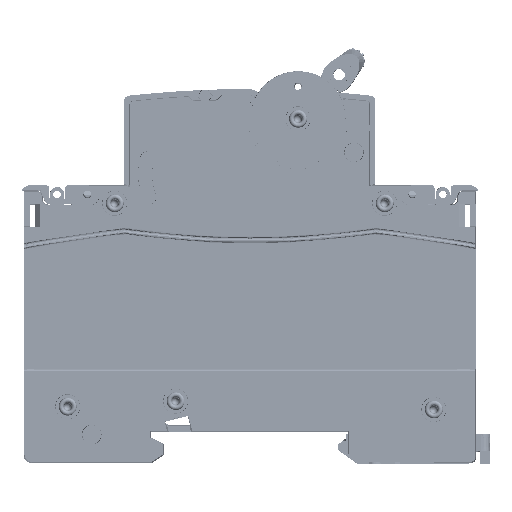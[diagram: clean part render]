
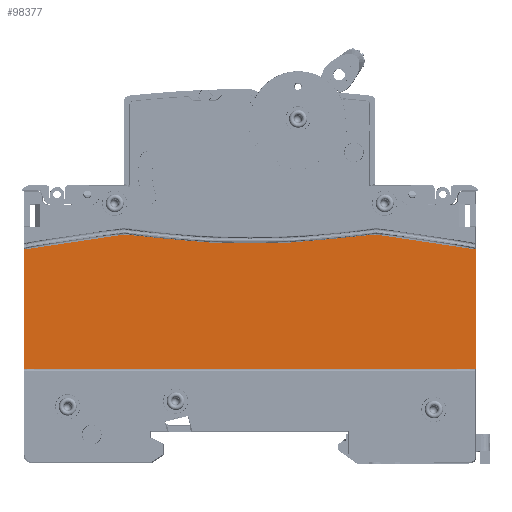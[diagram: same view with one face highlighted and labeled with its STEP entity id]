
A CAD part, top view. The second image highlights one B-rep face of the part: STEP entity #98377.
In plain terms, the highlighted planar face has unit normal (0, 0, 1).
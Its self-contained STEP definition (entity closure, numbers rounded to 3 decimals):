
#1119 = B_SPLINE_CURVE_WITH_KNOTS ( 'NONE', 3,
 ( #270132, #109852, #388817, #103684 ),
 .UNSPECIFIED., .F., .F.,
 ( 4, 4 ),
 ( 0., 0.992 ),
 .UNSPECIFIED. ) ;
#12172 = CARTESIAN_POINT ( 'NONE',  ( -48.952, -44.8, 5.9 ) ) ;
#18186 = CARTESIAN_POINT ( 'NONE',  ( 13.91, -20.698, 5.9 ) ) ;
#24720 = LINE ( 'NONE', #151662, #249441 ) ;
#47438 = CARTESIAN_POINT ( 'NONE',  ( 13.91, -20.698, 5.9 ) ) ;
#47931 = DIRECTION ( 'NONE',  ( 0., 1., 0. ) ) ;
#65310 = VERTEX_POINT ( 'NONE', #353686 ) ;
#70458 = CARTESIAN_POINT ( 'NONE',  ( 25.843, -22.23, 5.9 ) ) ;
#73211 = VECTOR ( 'NONE', #47931, 1000. ) ;
#74754 = CARTESIAN_POINT ( 'NONE',  ( -22.051, -44.8, 5.9 ) ) ;
#82995 = PLANE ( 'NONE',  #373053 ) ;
#87082 = FACE_OUTER_BOUND ( 'NONE', #119579, .T. ) ;
#98377 = ADVANCED_FACE ( 'NONE', ( #87082 ), #82995, .T. ) ;
#101975 = EDGE_CURVE ( 'NONE', #367009, #65310, #201341, .T. ) ;
#103684 = CARTESIAN_POINT ( 'NONE',  ( -48.952, -23.376, 5.9 ) ) ;
#108310 = LINE ( 'NONE', #391401, #73211 ) ;
#109794 = CARTESIAN_POINT ( 'NONE',  ( 6.444, -21.766, 5.9 ) ) ;
#109852 = CARTESIAN_POINT ( 'NONE',  ( -37.095, -21.338, 5.9 ) ) ;
#113868 = CARTESIAN_POINT ( 'NONE',  ( -23.643, -21.766, 5.9 ) ) ;
#117709 = CARTESIAN_POINT ( 'NONE',  ( 31.752, -44.8, 5.9 ) ) ;
#118294 = DIRECTION ( 'NONE',  ( 0., 0., 1. ) ) ;
#119579 = EDGE_LOOP ( 'NONE', ( #373207, #216637, #398040, #360914, #148128, #342939 ) ) ;
#119908 = CARTESIAN_POINT ( 'NONE',  ( 31.752, -44.8, 5.9 ) ) ;
#122561 = CARTESIAN_POINT ( 'NONE',  ( -48.952, -23.376, 5.9 ) ) ;
#128408 = VERTEX_POINT ( 'NONE', #119908 ) ;
#145111 = CARTESIAN_POINT ( 'NONE',  ( -16.14, -22.3, 5.9 ) ) ;
#148128 = ORIENTED_EDGE ( 'NONE', *, *, #273976, .T. ) ;
#151662 = CARTESIAN_POINT ( 'NONE',  ( -48.952, -191.7, 5.9 ) ) ;
#178722 = CARTESIAN_POINT ( 'NONE',  ( 0., 0., 5.9 ) ) ;
#197393 = CARTESIAN_POINT ( 'NONE',  ( 19.895, -21.338, 5.9 ) ) ;
#201341 = B_SPLINE_CURVE_WITH_KNOTS ( 'NONE', 3,
 ( #386794, #70458, #197393, #47438 ),
 .UNSPECIFIED., .F., .F.,
 ( 4, 4 ),
 ( 0.008, 1. ),
 .UNSPECIFIED. ) ;
#206635 = EDGE_CURVE ( 'NONE', #346878, #373649, #24720, .T. ) ;
#215472 = CARTESIAN_POINT ( 'NONE',  ( 4.851, -44.8, 5.9 ) ) ;
#216637 = ORIENTED_EDGE ( 'NONE', *, *, #290062, .T. ) ;
#234041 = B_SPLINE_CURVE_WITH_KNOTS ( 'NONE', 3,
 ( #18186, #109794, #328361, #145111, #113868, #297185 ),
 .UNSPECIFIED., .F., .F.,
 ( 4, 2, 4 ),
 ( 0., 0.5, 1. ),
 .UNSPECIFIED. ) ;
#243242 = DIRECTION ( 'NONE',  ( 1., 0., 0. ) ) ;
#249441 = VECTOR ( 'NONE', #345161, 1000. ) ;
#253853 = EDGE_CURVE ( 'NONE', #128408, #367009, #108310, .T. ) ;
#257345 = B_SPLINE_CURVE_WITH_KNOTS ( 'NONE', 3,
 ( #402842, #74754, #215472, #117709 ),
 .UNSPECIFIED., .F., .F.,
 ( 4, 4 ),
 ( 0.002, 0.998 ),
 .UNSPECIFIED. ) ;
#270132 = CARTESIAN_POINT ( 'NONE',  ( -31.11, -20.698, 5.9 ) ) ;
#273976 = EDGE_CURVE ( 'NONE', #65310, #292369, #234041, .T. ) ;
#290062 = EDGE_CURVE ( 'NONE', #373649, #128408, #257345, .T. ) ;
#292369 = VERTEX_POINT ( 'NONE', #386612 ) ;
#297185 = CARTESIAN_POINT ( 'NONE',  ( -31.11, -20.698, 5.9 ) ) ;
#320325 = CARTESIAN_POINT ( 'NONE',  ( 31.752, -23.376, 5.9 ) ) ;
#328361 = CARTESIAN_POINT ( 'NONE',  ( -1.06, -22.3, 5.9 ) ) ;
#342939 = ORIENTED_EDGE ( 'NONE', *, *, #382783, .T. ) ;
#345161 = DIRECTION ( 'NONE',  ( 0., -1., 0. ) ) ;
#346878 = VERTEX_POINT ( 'NONE', #122561 ) ;
#353686 = CARTESIAN_POINT ( 'NONE',  ( 13.91, -20.698, 5.9 ) ) ;
#360914 = ORIENTED_EDGE ( 'NONE', *, *, #101975, .T. ) ;
#367009 = VERTEX_POINT ( 'NONE', #320325 ) ;
#373053 = AXIS2_PLACEMENT_3D ( 'NONE', #178722, #118294, #243242 ) ;
#373207 = ORIENTED_EDGE ( 'NONE', *, *, #206635, .T. ) ;
#373649 = VERTEX_POINT ( 'NONE', #12172 ) ;
#382783 = EDGE_CURVE ( 'NONE', #292369, #346878, #1119, .T. ) ;
#386612 = CARTESIAN_POINT ( 'NONE',  ( -31.11, -20.698, 5.9 ) ) ;
#386794 = CARTESIAN_POINT ( 'NONE',  ( 31.752, -23.376, 5.9 ) ) ;
#388817 = CARTESIAN_POINT ( 'NONE',  ( -43.043, -22.23, 5.9 ) ) ;
#391401 = CARTESIAN_POINT ( 'NONE',  ( 31.752, -191.7, 5.9 ) ) ;
#398040 = ORIENTED_EDGE ( 'NONE', *, *, #253853, .T. ) ;
#402842 = CARTESIAN_POINT ( 'NONE',  ( -48.952, -44.8, 5.9 ) ) ;
